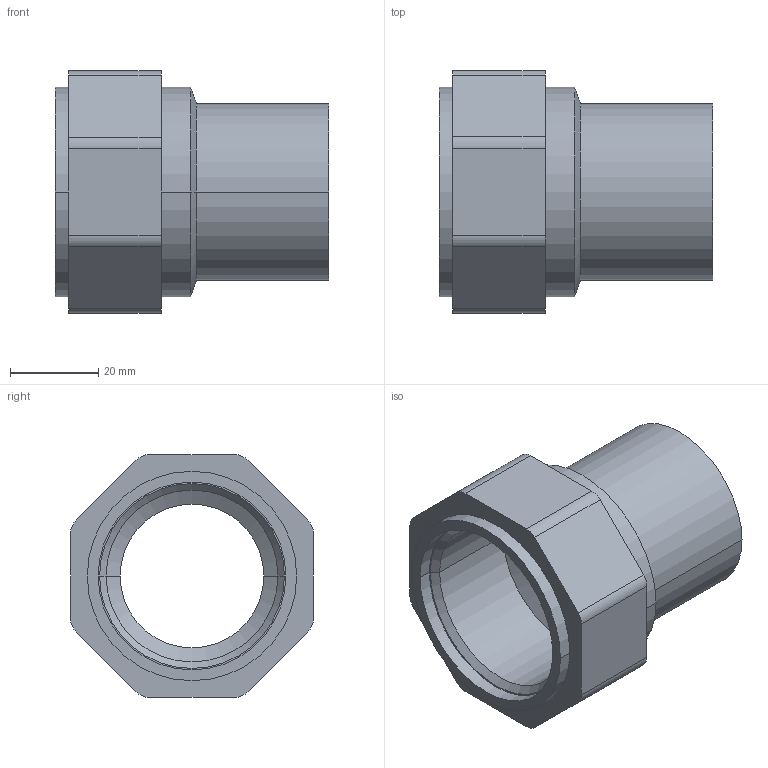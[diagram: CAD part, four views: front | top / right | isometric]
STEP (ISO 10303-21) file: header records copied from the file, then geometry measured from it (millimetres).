
FILE_DESCRIPTION( ( '' ), '1' );
FILE_NAME( 'AGRU_11032404011_PPR_grau_Adapter_Innengewinde_40X1_1_4___SDR11__ISO_S-5_10.stp', '2018-02-12T14:17:14', ( '' ), ( '' ), ' ', ' ', ' ' );
FILE_SCHEMA( ( 'automotive_design' ) );
Length unit declared in the file: millimetre
Products named in the file (1): 1
Bounding box: 62 x 55 x 55 mm (x, y, z)
Volume: 47642.9 mm3; surface area: 19026.6 mm2
Topology: 1 solids, 1 shells, 39 faces, 92 edges, 58 vertices
Faces by surface type: cylinder 20, plane 13, cone 6
Entity records: 2218 total; most frequent: DIRECTION 214, STYLED_ITEM 190, PRESENTATION_STYLE_ASSIGNMENT 190, CARTESIAN_POINT 190, COLOUR_RGB 190, ORIENTED_EDGE 184, EDGE_CURVE 92, CURVE_STYLE 92
